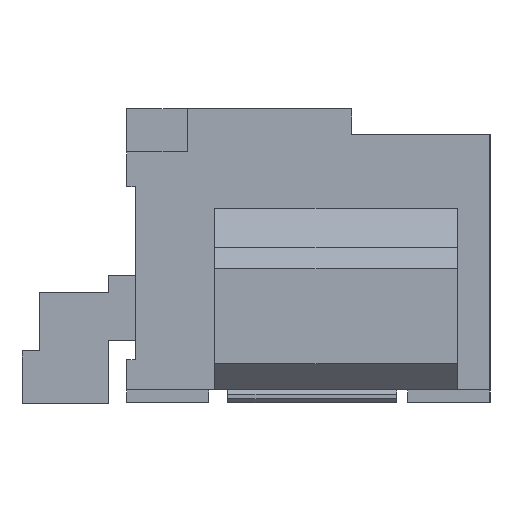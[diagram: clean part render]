
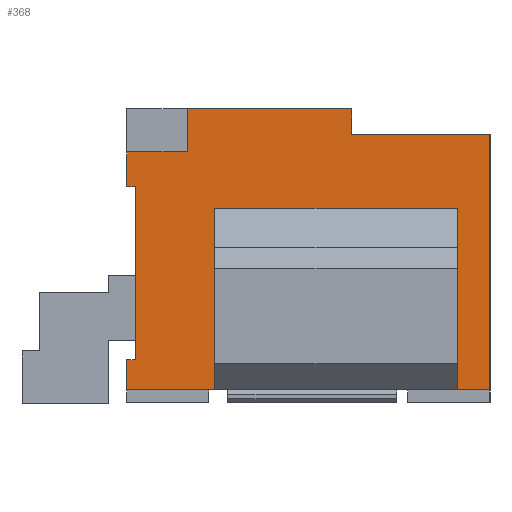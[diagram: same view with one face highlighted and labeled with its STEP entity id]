
A CAD part, left-side view. The second image highlights one B-rep face of the part: STEP entity #368.
In plain terms, the highlighted planar face has unit normal (-1, 0, 0).
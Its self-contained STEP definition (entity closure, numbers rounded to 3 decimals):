
#368 = ADVANCED_FACE( '', ( #837 ), #838, .T. );
#837 = FACE_OUTER_BOUND( '', #1469, .T. );
#838 = PLANE( '', #1470 );
#1469 = EDGE_LOOP( '', ( #2094, #2095, #2096, #2097, #2098, #2099, #2100, #2101, #2102, #2103, #2104, #2105, #2106, #2107, #2108, #2109 ) );
#1470 = AXIS2_PLACEMENT_3D( '', #2110, #2111, #2112 );
#2094 = ORIENTED_EDGE( '', *, *, #4036, .F. );
#2095 = ORIENTED_EDGE( '', *, *, #4037, .T. );
#2096 = ORIENTED_EDGE( '', *, *, #4038, .F. );
#2097 = ORIENTED_EDGE( '', *, *, #4039, .F. );
#2098 = ORIENTED_EDGE( '', *, *, #4040, .T. );
#2099 = ORIENTED_EDGE( '', *, *, #4041, .F. );
#2100 = ORIENTED_EDGE( '', *, *, #4042, .T. );
#2101 = ORIENTED_EDGE( '', *, *, #4043, .T. );
#2102 = ORIENTED_EDGE( '', *, *, #4044, .F. );
#2103 = ORIENTED_EDGE( '', *, *, #4045, .F. );
#2104 = ORIENTED_EDGE( '', *, *, #4046, .F. );
#2105 = ORIENTED_EDGE( '', *, *, #4047, .T. );
#2106 = ORIENTED_EDGE( '', *, *, #4048, .F. );
#2107 = ORIENTED_EDGE( '', *, *, #4049, .T. );
#2108 = ORIENTED_EDGE( '', *, *, #4050, .T. );
#2109 = ORIENTED_EDGE( '', *, *, #4051, .T. );
#2110 = CARTESIAN_POINT( '', ( -6.5, 0., 0. ) );
#2111 = DIRECTION( '', ( -1., 0., 0. ) );
#2112 = DIRECTION( '', ( 0., 0., 1. ) );
#4036 = EDGE_CURVE( '', #4812, #4813, #4814, .T. );
#4037 = EDGE_CURVE( '', #4812, #4815, #4816, .T. );
#4038 = EDGE_CURVE( '', #4817, #4815, #4818, .T. );
#4039 = EDGE_CURVE( '', #4819, #4817, #4820, .T. );
#4040 = EDGE_CURVE( '', #4819, #4821, #4822, .T. );
#4041 = EDGE_CURVE( '', #4823, #4821, #4824, .T. );
#4042 = EDGE_CURVE( '', #4823, #4825, #4826, .T. );
#4043 = EDGE_CURVE( '', #4825, #4827, #4828, .T. );
#4044 = EDGE_CURVE( '', #4829, #4827, #4830, .T. );
#4045 = EDGE_CURVE( '', #4831, #4829, #4832, .T. );
#4046 = EDGE_CURVE( '', #4833, #4831, #4834, .T. );
#4047 = EDGE_CURVE( '', #4833, #4835, #4836, .T. );
#4048 = EDGE_CURVE( '', #4837, #4835, #4838, .T. );
#4049 = EDGE_CURVE( '', #4837, #4839, #4840, .T. );
#4050 = EDGE_CURVE( '', #4839, #4841, #4842, .T. );
#4051 = EDGE_CURVE( '', #4841, #4813, #4843, .T. );
#4812 = VERTEX_POINT( '', #5966 );
#4813 = VERTEX_POINT( '', #5967 );
#4814 = LINE( '', #5968, #5969 );
#4815 = VERTEX_POINT( '', #5970 );
#4816 = LINE( '', #5971, #5972 );
#4817 = VERTEX_POINT( '', #5973 );
#4818 = LINE( '', #5974, #5975 );
#4819 = VERTEX_POINT( '', #5976 );
#4820 = LINE( '', #5977, #5978 );
#4821 = VERTEX_POINT( '', #5979 );
#4822 = LINE( '', #5980, #5981 );
#4823 = VERTEX_POINT( '', #5982 );
#4824 = LINE( '', #5983, #5984 );
#4825 = VERTEX_POINT( '', #5985 );
#4826 = LINE( '', #5986, #5987 );
#4827 = VERTEX_POINT( '', #5988 );
#4828 = LINE( '', #5989, #5990 );
#4829 = VERTEX_POINT( '', #5991 );
#4830 = LINE( '', #5992, #5993 );
#4831 = VERTEX_POINT( '', #5994 );
#4832 = LINE( '', #5995, #5996 );
#4833 = VERTEX_POINT( '', #5997 );
#4834 = LINE( '', #5998, #5999 );
#4835 = VERTEX_POINT( '', #6000 );
#4836 = LINE( '', #6001, #6002 );
#4837 = VERTEX_POINT( '', #6003 );
#4838 = LINE( '', #6004, #6005 );
#4839 = VERTEX_POINT( '', #6006 );
#4840 = LINE( '', #6007, #6008 );
#4841 = VERTEX_POINT( '', #6009 );
#4842 = LINE( '', #6010, #6011 );
#4843 = LINE( '', #6012, #6013 );
#5966 = CARTESIAN_POINT( '', ( -6.5, -2.1, -1.55 ) );
#5967 = CARTESIAN_POINT( '', ( -6.5, -1.72, -1.55 ) );
#5968 = CARTESIAN_POINT( '', ( -6.5, 0., -1.55 ) );
#5969 = VECTOR( '', #7678, 1000. );
#5970 = CARTESIAN_POINT( '', ( -6.5, -2.1, 1.4 ) );
#5971 = CARTESIAN_POINT( '', ( -6.5, -2.1, -1.7 ) );
#5972 = VECTOR( '', #7679, 1000. );
#5973 = CARTESIAN_POINT( '', ( -6.5, -0.5, 1.4 ) );
#5974 = CARTESIAN_POINT( '', ( -6.5, 0., 1.4 ) );
#5975 = VECTOR( '', #7680, 1000. );
#5976 = CARTESIAN_POINT( '', ( -6.5, -0.5, 1.7 ) );
#5977 = CARTESIAN_POINT( '', ( -6.5, -0.5, 0. ) );
#5978 = VECTOR( '', #7681, 1000. );
#5979 = CARTESIAN_POINT( '', ( -6.5, 1.4, 1.7 ) );
#5980 = CARTESIAN_POINT( '', ( -6.5, -2.1, 1.7 ) );
#5981 = VECTOR( '', #7682, 1000. );
#5982 = CARTESIAN_POINT( '', ( -6.5, 1.4, 1.2 ) );
#5983 = CARTESIAN_POINT( '', ( -6.5, 1.4, 1.2 ) );
#5984 = VECTOR( '', #7683, 1000. );
#5985 = CARTESIAN_POINT( '', ( -6.5, 2.1, 1.2 ) );
#5986 = CARTESIAN_POINT( '', ( -6.5, 1.4, 1.2 ) );
#5987 = VECTOR( '', #7684, 1000. );
#5988 = CARTESIAN_POINT( '', ( -6.5, 2.1, 0.8 ) );
#5989 = CARTESIAN_POINT( '', ( -6.5, 2.1, 1.7 ) );
#5990 = VECTOR( '', #7685, 1000. );
#5991 = CARTESIAN_POINT( '', ( -6.5, 2., 0.8 ) );
#5992 = CARTESIAN_POINT( '', ( -6.5, 0., 0.8 ) );
#5993 = VECTOR( '', #7686, 1000. );
#5994 = CARTESIAN_POINT( '', ( -6.5, 2., -1.2 ) );
#5995 = CARTESIAN_POINT( '', ( -6.5, 2., 0. ) );
#5996 = VECTOR( '', #7687, 1000. );
#5997 = CARTESIAN_POINT( '', ( -6.5, 2.1, -1.2 ) );
#5998 = CARTESIAN_POINT( '', ( -6.5, 0., -1.2 ) );
#5999 = VECTOR( '', #7688, 1000. );
#6000 = CARTESIAN_POINT( '', ( -6.5, 2.1, -1.55 ) );
#6001 = CARTESIAN_POINT( '', ( -6.5, 2.1, 1.7 ) );
#6002 = VECTOR( '', #7689, 1000. );
#6003 = CARTESIAN_POINT( '', ( -6.5, 1.08, -1.55 ) );
#6004 = CARTESIAN_POINT( '', ( -6.5, 0., -1.55 ) );
#6005 = VECTOR( '', #7690, 1000. );
#6006 = CARTESIAN_POINT( '', ( -6.5, 1.08, 0.55 ) );
#6007 = CARTESIAN_POINT( '', ( -6.5, 1.08, -1.7 ) );
#6008 = VECTOR( '', #7691, 1000. );
#6009 = CARTESIAN_POINT( '', ( -6.5, -1.72, 0.55 ) );
#6010 = CARTESIAN_POINT( '', ( -6.5, -1.72, 0.55 ) );
#6011 = VECTOR( '', #7692, 1000. );
#6012 = CARTESIAN_POINT( '', ( -6.5, -1.72, 0.1 ) );
#6013 = VECTOR( '', #7693, 1000. );
#7678 = DIRECTION( '', ( 0., 1., 0. ) );
#7679 = DIRECTION( '', ( 0., 0., 1. ) );
#7680 = DIRECTION( '', ( 0., -1., 0. ) );
#7681 = DIRECTION( '', ( 0., 0., -1. ) );
#7682 = DIRECTION( '', ( 0., 1., 0. ) );
#7683 = DIRECTION( '', ( 0., 0., 1. ) );
#7684 = DIRECTION( '', ( 0., 1., 0. ) );
#7685 = DIRECTION( '', ( 0., 0., -1. ) );
#7686 = DIRECTION( '', ( 0., 1., 0. ) );
#7687 = DIRECTION( '', ( 0., 0., 1. ) );
#7688 = DIRECTION( '', ( 0., -1., 0. ) );
#7689 = DIRECTION( '', ( 0., 0., -1. ) );
#7690 = DIRECTION( '', ( 0., 1., 0. ) );
#7691 = DIRECTION( '', ( 0., 0., 1. ) );
#7692 = DIRECTION( '', ( 0., -1., 0. ) );
#7693 = DIRECTION( '', ( 0., 0., -1. ) );
